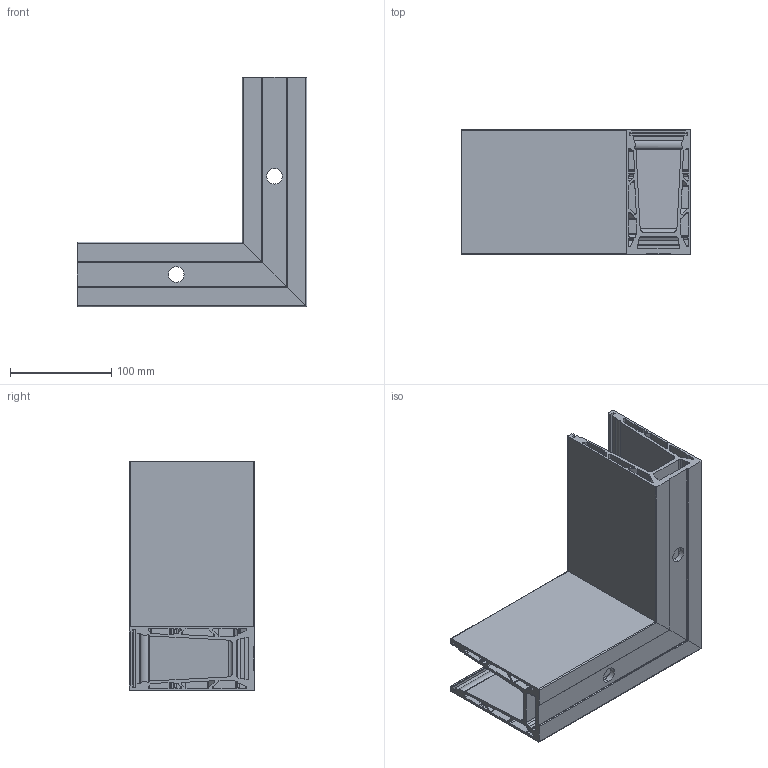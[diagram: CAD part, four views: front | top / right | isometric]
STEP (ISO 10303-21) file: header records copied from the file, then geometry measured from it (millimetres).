
FILE_DESCRIPTION (( 'STEP AP214' ), '1' );
FILE_NAME ('AL_0004-UNOXL-S-E-90-IN.STEP', '2024-06-26T08:02:40', ( '' ), ( '' ), 'SwSTEP 2.0', 'SolidWorks 2019', '' );
FILE_SCHEMA (( 'AUTOMOTIVE_DESIGN' ));
Length unit declared in the file: millimetre
Products named in the file (1): AL_0004-UNOXL-S-E-90-IN
Bounding box: 227.2 x 124 x 227.2 mm (x, y, z)
Volume: 794730 mm3; surface area: 444209.7 mm2
Topology: 1 solids, 1 shells, 414 faces, 1041 edges, 627 vertices
Faces by surface type: cylinder 238, plane 176
Entity records: 12209 total; most frequent: CARTESIAN_POINT 2466, ORIENTED_EDGE 2082, DIRECTION 1998, EDGE_CURVE 1041, VECTOR 672, LINE 672, AXIS2_PLACEMENT_3D 663, VERTEX_POINT 627
